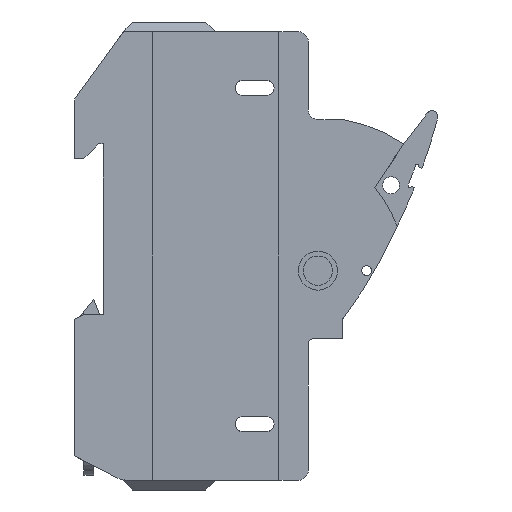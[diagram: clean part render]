
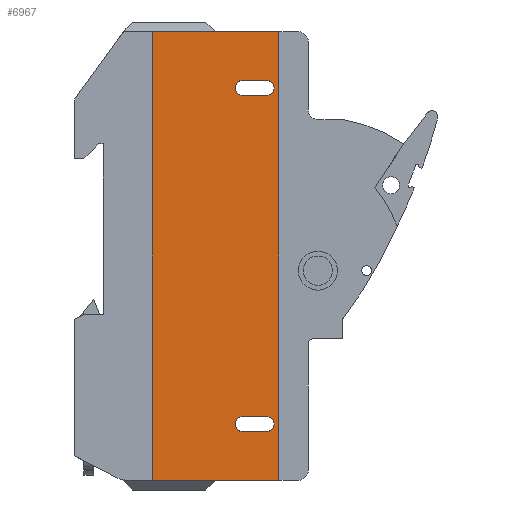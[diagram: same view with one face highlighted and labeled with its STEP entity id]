
A CAD part, left-side view. The second image highlights one B-rep face of the part: STEP entity #6967.
In plain terms, the highlighted face is planar.
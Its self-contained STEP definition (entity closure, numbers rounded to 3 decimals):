
#94=CIRCLE('',#7285,1.5);
#96=CIRCLE('',#7288,1.5);
#98=CIRCLE('',#7291,1.5);
#100=CIRCLE('',#7294,1.5);
#1018=ORIENTED_EDGE('',*,*,#2407,.F.);
#1019=ORIENTED_EDGE('',*,*,#2448,.F.);
#1020=ORIENTED_EDGE('',*,*,#2413,.F.);
#1021=ORIENTED_EDGE('',*,*,#2444,.F.);
#1022=ORIENTED_EDGE('',*,*,#2425,.F.);
#1023=ORIENTED_EDGE('',*,*,#2450,.F.);
#1024=ORIENTED_EDGE('',*,*,#2419,.F.);
#1025=ORIENTED_EDGE('',*,*,#2446,.F.);
#1026=ORIENTED_EDGE('',*,*,#2405,.F.);
#1027=ORIENTED_EDGE('',*,*,#2712,.F.);
#1028=ORIENTED_EDGE('',*,*,#2431,.T.);
#1029=ORIENTED_EDGE('',*,*,#2711,.T.);
#2405=EDGE_CURVE('',#3412,#3397,#4086,.T.);
#2407=EDGE_CURVE('',#3413,#3415,#94,.T.);
#2413=EDGE_CURVE('',#3419,#3421,#96,.T.);
#2419=EDGE_CURVE('',#3425,#3427,#98,.T.);
#2425=EDGE_CURVE('',#3431,#3433,#100,.T.);
#2431=EDGE_CURVE('',#3439,#3437,#4100,.T.);
#2444=EDGE_CURVE('',#3415,#3419,#4113,.T.);
#2446=EDGE_CURVE('',#3433,#3425,#4115,.T.);
#2448=EDGE_CURVE('',#3421,#3413,#4117,.T.);
#2450=EDGE_CURVE('',#3427,#3431,#4119,.T.);
#2711=EDGE_CURVE('',#3437,#3397,#4332,.T.);
#2712=EDGE_CURVE('',#3439,#3412,#4333,.T.);
#3397=VERTEX_POINT('',#9835);
#3412=VERTEX_POINT('',#9864);
#3413=VERTEX_POINT('',#9868);
#3415=VERTEX_POINT('',#9871);
#3419=VERTEX_POINT('',#9891);
#3421=VERTEX_POINT('',#9894);
#3425=VERTEX_POINT('',#9914);
#3427=VERTEX_POINT('',#9917);
#3431=VERTEX_POINT('',#9937);
#3433=VERTEX_POINT('',#9940);
#3437=VERTEX_POINT('',#9960);
#3439=VERTEX_POINT('',#9963);
#4086=LINE('',#9865,#4883);
#4100=LINE('',#9962,#4897);
#4113=LINE('',#9986,#4910);
#4115=LINE('',#9989,#4912);
#4117=LINE('',#9992,#4914);
#4119=LINE('',#9995,#4916);
#4332=LINE('',#10524,#5129);
#4333=LINE('',#10526,#5130);
#4883=VECTOR('',#7893,1000.);
#4897=VECTOR('',#7933,1000.);
#4910=VECTOR('',#7948,1000.);
#4912=VECTOR('',#7952,1000.);
#4914=VECTOR('',#7956,1000.);
#4916=VECTOR('',#7960,1000.);
#5129=VECTOR('',#8485,1000.);
#5130=VECTOR('',#8488,1000.);
#5801=EDGE_LOOP('',(#1018,#1019,#1020,#1021));
#5802=EDGE_LOOP('',(#1022,#1023,#1024,#1025));
#5803=EDGE_LOOP('',(#1026,#1027,#1028,#1029));
#6250=FACE_BOUND('',#5801,.T.);
#6251=FACE_BOUND('',#5802,.T.);
#6252=FACE_BOUND('',#5803,.T.);
#6652=PLANE('',#7458);
#6967=ADVANCED_FACE('',(#6250,#6251,#6252),#6652,.T.);
#7285=AXIS2_PLACEMENT_3D('',#9870,#7897,#7898);
#7288=AXIS2_PLACEMENT_3D('',#9893,#7906,#7907);
#7291=AXIS2_PLACEMENT_3D('',#9916,#7915,#7916);
#7294=AXIS2_PLACEMENT_3D('',#9939,#7924,#7925);
#7458=AXIS2_PLACEMENT_3D('',#10527,#8489,#8490);
#7893=DIRECTION('',(-1.,0.,0.));
#7897=DIRECTION('',(0.,0.,1.));
#7898=DIRECTION('',(1.,0.,0.));
#7906=DIRECTION('',(0.,0.,1.));
#7907=DIRECTION('',(1.,0.,0.));
#7915=DIRECTION('',(0.,0.,1.));
#7916=DIRECTION('',(1.,0.,0.));
#7924=DIRECTION('',(0.,0.,1.));
#7925=DIRECTION('',(1.,0.,0.));
#7933=DIRECTION('',(-1.,0.,0.));
#7948=DIRECTION('',(-1.,0.,0.));
#7952=DIRECTION('',(1.,0.,0.));
#7956=DIRECTION('',(1.,0.,0.));
#7960=DIRECTION('',(-1.,0.,0.));
#8485=DIRECTION('',(0.,-1.,0.));
#8488=DIRECTION('',(0.,-1.,0.));
#8489=DIRECTION('',(0.,0.,1.));
#8490=DIRECTION('',(1.,0.,0.));
#9835=CARTESIAN_POINT('',(16.,0.,13.));
#9864=CARTESIAN_POINT('',(42.,0.,13.));
#9865=CARTESIAN_POINT('',(42.,0.,13.));
#9868=CARTESIAN_POINT('',(39.5,10.,13.));
#9870=CARTESIAN_POINT('',(39.5,11.5,13.));
#9871=CARTESIAN_POINT('',(39.5,13.,13.));
#9891=CARTESIAN_POINT('',(34.5,13.,13.));
#9893=CARTESIAN_POINT('',(34.5,11.5,13.));
#9894=CARTESIAN_POINT('',(34.5,10.,13.));
#9914=CARTESIAN_POINT('',(39.5,79.,13.));
#9916=CARTESIAN_POINT('',(39.5,80.5,13.));
#9917=CARTESIAN_POINT('',(39.5,82.,13.));
#9937=CARTESIAN_POINT('',(34.5,82.,13.));
#9939=CARTESIAN_POINT('',(34.5,80.5,13.));
#9940=CARTESIAN_POINT('',(34.5,79.,13.));
#9960=CARTESIAN_POINT('',(16.,92.,13.));
#9962=CARTESIAN_POINT('',(42.,92.,13.));
#9963=CARTESIAN_POINT('',(42.,92.,13.));
#9986=CARTESIAN_POINT('',(39.5,13.,13.));
#9989=CARTESIAN_POINT('',(34.5,79.,13.));
#9992=CARTESIAN_POINT('',(34.5,10.,13.));
#9995=CARTESIAN_POINT('',(39.5,82.,13.));
#10524=CARTESIAN_POINT('',(16.,92.,13.));
#10526=CARTESIAN_POINT('',(42.,92.,13.));
#10527=CARTESIAN_POINT('',(42.,92.,13.));
